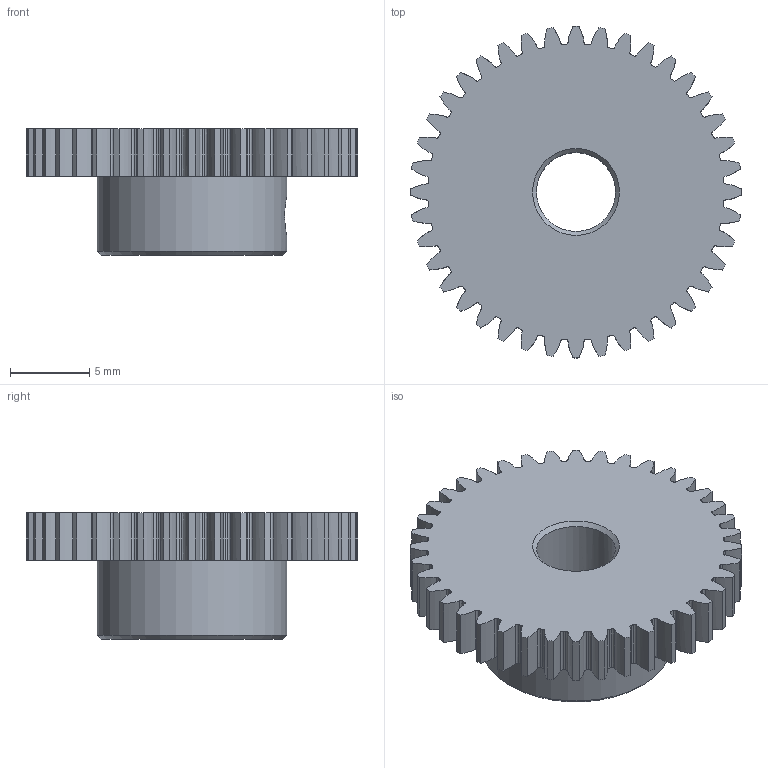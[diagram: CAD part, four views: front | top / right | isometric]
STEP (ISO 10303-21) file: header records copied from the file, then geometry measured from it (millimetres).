
FILE_DESCRIPTION(/* description */ (''),/* implementation_level */ '2;1');
FILE_NAME(/* name */ 'TC-MOD0.5-40T-GEAR 1.1.step',/* time_stamp */ '2019-04-11T09:49:13+01:00',/* author */ ('gregY6MPL'),/* organization */ (''),/* preprocessor_version */ 'ST-DEVELOPER v18',/* originating_system */ 'Autodesk Translation Framework v8.2.0.1029',/* authorisation */ '');
FILE_SCHEMA (('AUTOMOTIVE_DESIGN { 1 0 10303 214 3 1 1 }'));
Length unit declared in the file: millimetre
Products named in the file (2): TC-MOD0.5-40T-GEAR; Spur Gear (40 teeth)
Assembly tree (1 placements, depth 2):
  TC-MOD0.5-40T-GEAR
    Spur Gear (40 teeth)
Bounding box: 21 x 21 x 8 mm (x, y, z)
Volume: 1322.2 mm3; surface area: 1284.5 mm2
Topology: 1 solids, 1 shells, 249 faces, 740 edges, 493 vertices
Faces by surface type: bspline 160, cylinder 83, cone 3, plane 3
Full cylindrical faces by diameter (mm): 2.529 x1, 5 x1, 12 x1
Entity records: 30350 total; most frequent: CARTESIAN_POINT 25050, ORIENTED_EDGE 1480, EDGE_CURVE 740, DIRECTION 607, VERTEX_POINT 493, B_SPLINE_CURVE_WITH_KNOTS 405, AXIS2_PLACEMENT_3D 260, EDGE_LOOP 253
